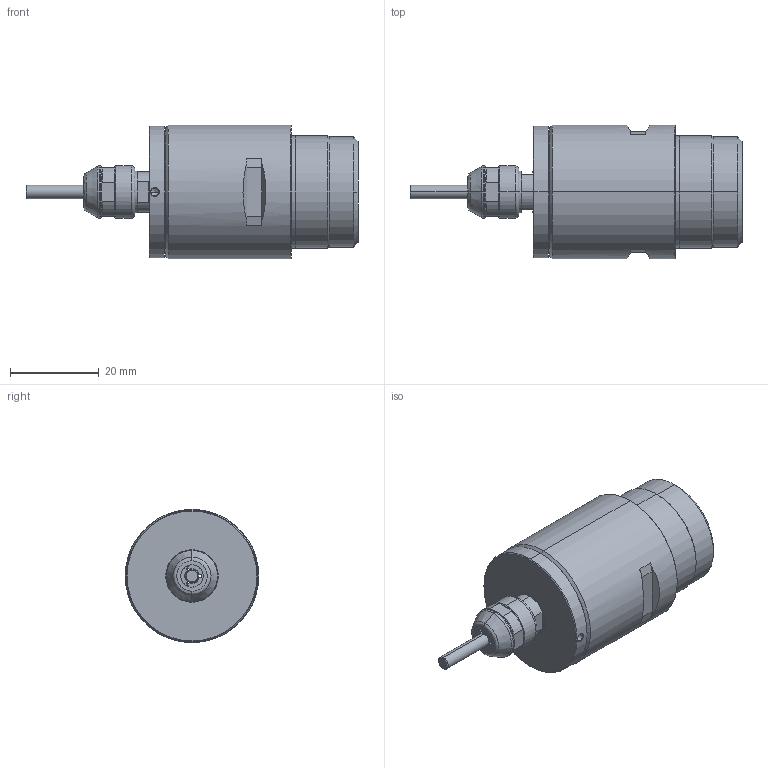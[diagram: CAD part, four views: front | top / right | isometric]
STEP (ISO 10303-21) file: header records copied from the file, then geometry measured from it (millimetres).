
FILE_DESCRIPTION (( 'STEP AP203' ), '1' );
FILE_NAME ('NR-3080S.STEP', '2016-12-12T03:06:49', ( '' ), ( '' ), 'SwSTEP 2.0', 'SolidWorks 2013', '' );
FILE_SCHEMA (( 'CONFIG_CONTROL_DESIGN' ));
Length unit declared in the file: millimetre
Products named in the file (1): NR-3080S
Bounding box: 74.67 x 30 x 30 mm (x, y, z)
Volume: 15152.7 mm3; surface area: 12868.7 mm2
Topology: 6 solids, 6 shells, 348 faces, 880 edges, 559 vertices
Faces by surface type: cylinder 119, plane 109, cone 106, bspline 14
Entity records: 11240 total; most frequent: CARTESIAN_POINT 2775, DIRECTION 1815, ORIENTED_EDGE 1752, EDGE_CURVE 876, AXIS2_PLACEMENT_3D 745, VERTEX_POINT 559, CIRCLE 410, EDGE_LOOP 377
